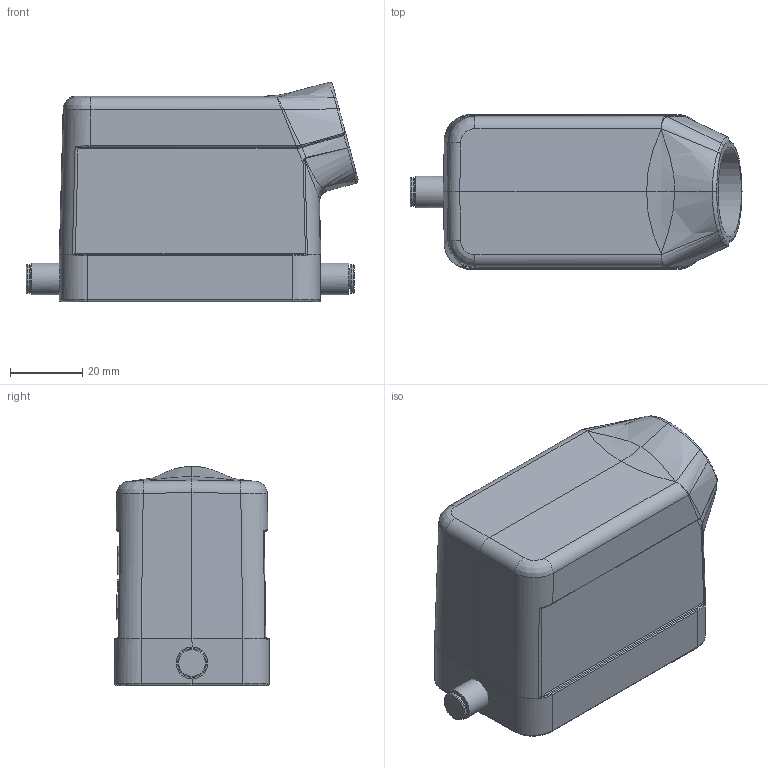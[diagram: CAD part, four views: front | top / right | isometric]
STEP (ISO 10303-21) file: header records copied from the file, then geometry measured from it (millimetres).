
FILE_DESCRIPTION(/* description */ (''),/* implementation_level */ '2;1');
FILE_NAME(/* name */ '100095020ugm000_d.stp',/* time_stamp */ '2017-10-25T12:40:17+02:00',/* author */ (''),/* organization */ (''),/* preprocessor_version */ 'ST-DEVELOPER v16',/* originating_system */ 'SIEMENS PLM Software NX 10.0',/* authorisation */ '');
FILE_SCHEMA (('AUTOMOTIVE_DESIGN { 1 0 10303 214 3 1 1 1 }'));
Length unit declared in the file: millimetre
Products named in the file (1): 100095020ugm000_d
Bounding box: 92.15 x 43 x 60.86 mm (x, y, z)
Volume: 54109.7 mm3; surface area: 30417.7 mm2
Topology: 1 solids, 1 shells, 411 faces, 1519 edges, 1624 vertices
Faces by surface type: bspline 155, plane 142, cylinder 87, torus 17, cone 10
Full cylindrical faces by diameter (mm): 3 x4, 8 x2, 8.8 x2, 21 x1, 25 x1
Entity records: 21027 total; most frequent: CARTESIAN_POINT 8742, ORIENTED_EDGE 1902, DIRECTION 1619, EDGE_CURVE 951, PRESENTATION_STYLE_ASSIGNMENT 632, B_SPLINE_CURVE_WITH_KNOTS 610, VERTEX_POINT 588, LINE 571
